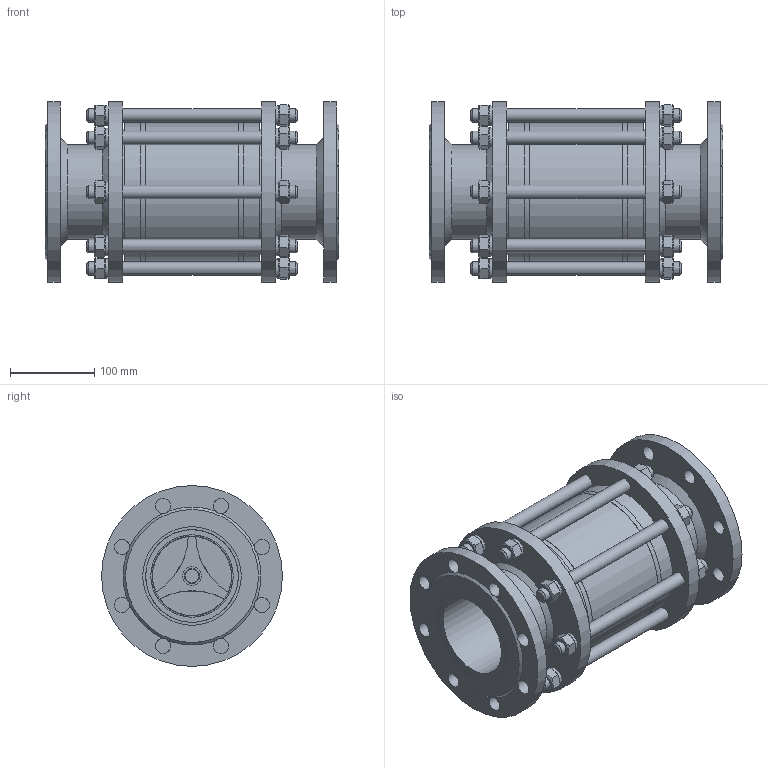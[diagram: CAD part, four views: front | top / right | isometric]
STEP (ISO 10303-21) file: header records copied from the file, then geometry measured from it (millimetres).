
FILE_DESCRIPTION((''),'2;1');
FILE_NAME('ФБ41 010 100 000.stp','2015-03-20T16:52:18',('��������'),(''),'Autodesk Inventor 2013','Autodesk Inventor 2013','');
FILE_SCHEMA(('AUTOMOTIVE_DESIGN { 1 0 10303 214 1 1 1 1 }'));
Length unit declared in the file: millimetre
Products named in the file (26): ФБ41 010 100 000; ФБ41 010 100 010; ФБ41 010 100 010_Сварные швы; ФБ41 010 100 012; ФБ41 010 100 011; ФБ41 010 100 011_1; ФБ41 010 100 040; ФБ41 010 100 040_Сварные швы; ФБ41 010 050 022; ФБ41 010 050 022_1; ФБ41 010 100 042; ФБ41 010 100 030; ФБ41 010 100 030_Сварные швы; ФБ41 010 100 031; ФБ41 010 100 032; ФБ41 010 100 020; ФБ41 010 100 020_Сварные швы; ФБ41 010 100 021; ФБ41 010 100 022; ФБ41 010 100 003; Пружина сжатия; Пружина сжатия1; ФБ41 010 100 002; ФБ41 010 100 004; Гайка ГОСТ 5915-70 M16; Шайба ГОСТ 6402-70 16 N
Assembly tree (64 placements, depth 3):
  ФБ41 010 100 000
    ФБ41 010 100 010
      ФБ41 010 100 010_Сварные швы
      ФБ41 010 100 012
      ФБ41 010 100 011
      ФБ41 010 100 011_1
    ФБ41 010 100 040  x2
      ФБ41 010 100 040_Сварные швы
      ФБ41 010 050 022
      ФБ41 010 050 022_1
      ФБ41 010 100 042
    ФБ41 010 100 030
      ФБ41 010 100 030_Сварные швы
      ФБ41 010 100 031
      ФБ41 010 100 032
    ФБ41 010 100 020
      ФБ41 010 100 020_Сварные швы
      ФБ41 010 100 021
      ФБ41 010 100 022
    ФБ41 010 100 003  x2
    Пружина сжатия
      Пружина сжатия1
    ФБ41 010 100 002
    ФБ41 010 100 004  x8
    Гайка ГОСТ 5915-70 M16  x16
    Шайба ГОСТ 6402-70 16 N  x16
Bounding box: 349 x 215 x 215 mm (x, y, z)
Volume: 3846781.8 mm3; surface area: 988126.4 mm2
Topology: 69 solids, 69 shells, 606 faces, 1379 edges, 896 vertices
Faces by surface type: plane 281, cylinder 159, cone 153, bspline 13
Full cylindrical faces by diameter (mm): 12 x2, 13.835 x16, 16 x8, 18 x34, 22 x5, 32 x2, 35 x4, 95 x1, 98 x2, 100 x1, 110 x11, 113 x6, 114 x2, 117 x1, 117.835 x1, 120 x3, 128 x4, 129 x2, 149 x2, 150 x7, 165 x3, 215 x4
Entity records: 9342 total; most frequent: CARTESIAN_POINT 3895, DIRECTION 1146, ORIENTED_EDGE 674, AXIS2_PLACEMENT_3D 557, EDGE_LOOP 414, EDGE_CURVE 337, VERTEX_POINT 283, CIRCLE 256
